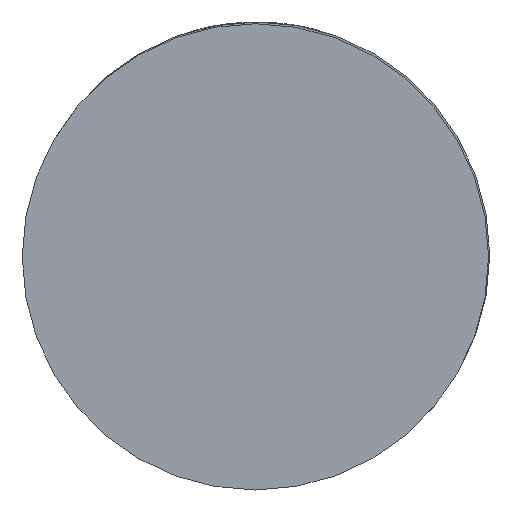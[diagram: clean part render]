
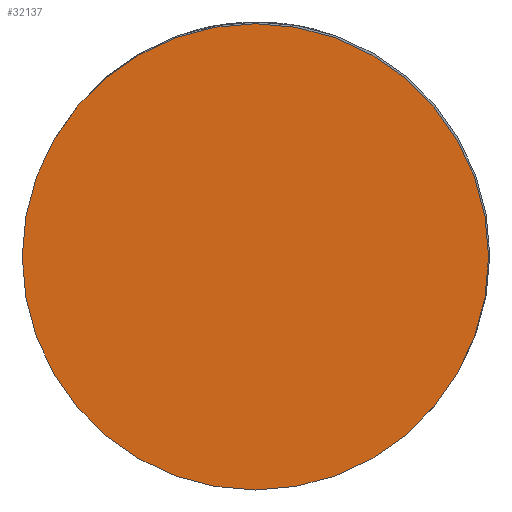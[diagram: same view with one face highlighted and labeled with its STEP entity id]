
A CAD part, front view. The second image highlights one B-rep face of the part: STEP entity #32137.
In plain terms, the highlighted planar face has unit normal (0, -1, 0).
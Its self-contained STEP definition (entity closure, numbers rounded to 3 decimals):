
#2163=CIRCLE('',#34388,46.6);
#3015=FACE_OUTER_BOUND('',#4874,.T.);
#4874=EDGE_LOOP('',(#23661));
#13685=VERTEX_POINT('',#45204);
#17373=EDGE_CURVE('',#13685,#13685,#2163,.T.);
#23661=ORIENTED_EDGE('',*,*,#17373,.T.);
#30481=PLANE('',#34389);
#32137=ADVANCED_FACE('',(#3015),#30481,.T.);
#34388=AXIS2_PLACEMENT_3D('',#45205,#38294,#38295);
#34389=AXIS2_PLACEMENT_3D('',#45207,#38297,#38298);
#38294=DIRECTION('center_axis',(0.,-1.,0.));
#38295=DIRECTION('ref_axis',(1.,0.,0.));
#38297=DIRECTION('center_axis',(0.,-1.,0.));
#38298=DIRECTION('ref_axis',(1.,0.,0.));
#45204=CARTESIAN_POINT('',(-51.578,-6.62,0.112));
#45205=CARTESIAN_POINT('Origin',(-4.978,-6.62,0.112));
#45207=CARTESIAN_POINT('Origin',(-4.978,-6.62,0.112));
